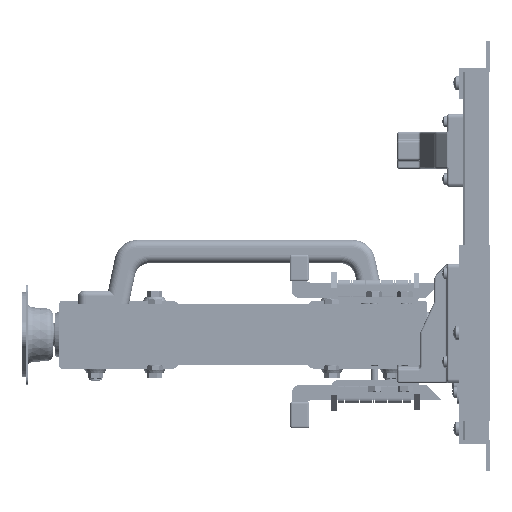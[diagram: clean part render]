
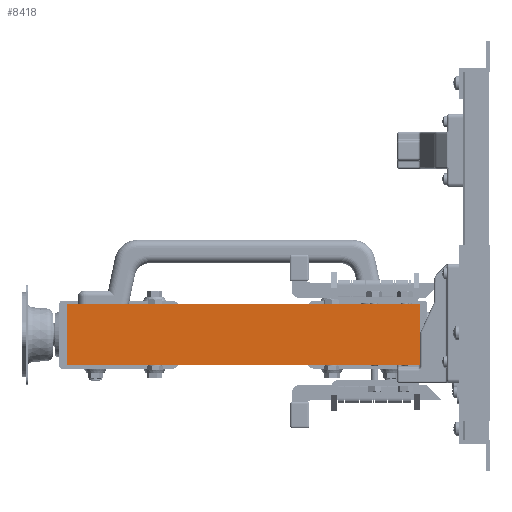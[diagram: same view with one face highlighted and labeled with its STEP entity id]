
A CAD part, left-side view. The second image highlights one B-rep face of the part: STEP entity #8418.
In plain terms, the highlighted face is planar.
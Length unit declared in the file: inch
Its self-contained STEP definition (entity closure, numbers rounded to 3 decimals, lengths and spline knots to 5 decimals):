
#381 = ORIENTED_EDGE ( 'NONE', *, *, #30065, .F. ) ;
#7701 = LINE ( 'NONE', #11491, #64615 ) ;
#7913 = EDGE_CURVE ( 'NONE', #54551, #94067, #7701, .T. ) ;
#8418 = ADVANCED_FACE ( 'NONE', ( #29704 ), #46149, .F. ) ;
#8873 = VECTOR ( 'NONE', #43388, 39.37008 ) ;
#8998 = CARTESIAN_POINT ( 'NONE',  ( 0.125, 11.5, -0.9955 ) ) ;
#9969 = CARTESIAN_POINT ( 'NONE',  ( 0.125, 0., 0.9955 ) ) ;
#10942 = VECTOR ( 'NONE', #91024, 39.37008 ) ;
#11491 = CARTESIAN_POINT ( 'NONE',  ( 0.125, 0., -0.9955 ) ) ;
#15663 = CARTESIAN_POINT ( 'NONE',  ( 0.125, 11.5, -0.9955 ) ) ;
#16685 = DIRECTION ( 'NONE',  ( -1., 0., 0. ) ) ;
#23449 = VERTEX_POINT ( 'NONE', #8998 ) ;
#26439 = DIRECTION ( 'NONE',  ( 0., 0., -1. ) ) ;
#29704 = FACE_OUTER_BOUND ( 'NONE', #31695, .T. ) ;
#30065 = EDGE_CURVE ( 'NONE', #62257, #23449, #71029, .T. ) ;
#31695 = EDGE_LOOP ( 'NONE', ( #33018, #35076, #381, #93587 ) ) ;
#33018 = ORIENTED_EDGE ( 'NONE', *, *, #7913, .T. ) ;
#35076 = ORIENTED_EDGE ( 'NONE', *, *, #39716, .F. ) ;
#38018 = DIRECTION ( 'NONE',  ( 0., 0., -1. ) ) ;
#39108 = CARTESIAN_POINT ( 'NONE',  ( 0.125, 11.5, 0.9955 ) ) ;
#39716 = EDGE_CURVE ( 'NONE', #23449, #94067, #48316, .T. ) ;
#43388 = DIRECTION ( 'NONE',  ( 0., -1., 0. ) ) ;
#46149 = PLANE ( 'NONE',  #50036 ) ;
#48316 = LINE ( 'NONE', #80380, #8873 ) ;
#50036 = AXIS2_PLACEMENT_3D ( 'NONE', #61117, #16685, #68551 ) ;
#50426 = LINE ( 'NONE', #39108, #10942 ) ;
#51308 = VECTOR ( 'NONE', #38018, 39.37008 ) ;
#54551 = VERTEX_POINT ( 'NONE', #9969 ) ;
#61117 = CARTESIAN_POINT ( 'NONE',  ( 0.125, 11.5, -0.9955 ) ) ;
#62257 = VERTEX_POINT ( 'NONE', #69065 ) ;
#64615 = VECTOR ( 'NONE', #26439, 39.37008 ) ;
#68551 = DIRECTION ( 'NONE',  ( 0., 0., 1. ) ) ;
#69065 = CARTESIAN_POINT ( 'NONE',  ( 0.125, 11.5, 0.9955 ) ) ;
#71029 = LINE ( 'NONE', #15663, #51308 ) ;
#73340 = EDGE_CURVE ( 'NONE', #62257, #54551, #50426, .T. ) ;
#80380 = CARTESIAN_POINT ( 'NONE',  ( 0.125, 11.5, -0.9955 ) ) ;
#83577 = CARTESIAN_POINT ( 'NONE',  ( 0.125, 0., -0.9955 ) ) ;
#91024 = DIRECTION ( 'NONE',  ( 0., -1., 0. ) ) ;
#93587 = ORIENTED_EDGE ( 'NONE', *, *, #73340, .T. ) ;
#94067 = VERTEX_POINT ( 'NONE', #83577 ) ;
